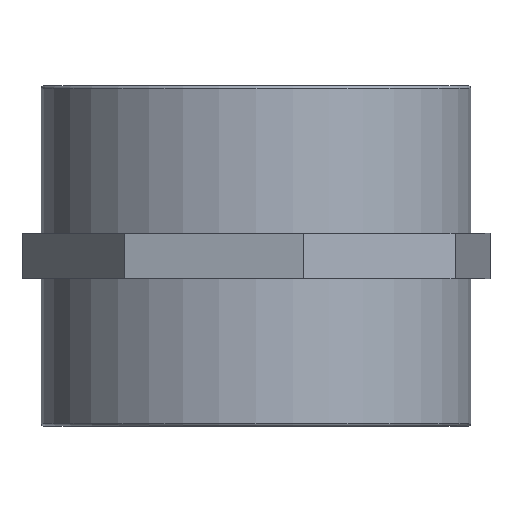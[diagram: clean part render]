
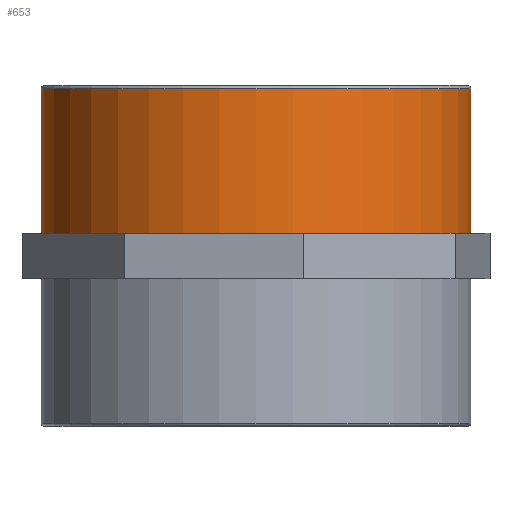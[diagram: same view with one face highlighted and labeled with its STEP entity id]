
A CAD part, front view. The second image highlights one B-rep face of the part: STEP entity #653.
In plain terms, the highlighted cylindrical face has radius 37.5 mm (diameter 75 mm), a full revolution.
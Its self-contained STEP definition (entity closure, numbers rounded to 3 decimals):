
#75=CYLINDRICAL_SURFACE('',#711,37.5);
#88=FACE_BOUND('',#188,.T.);
#105=CIRCLE('',#710,37.5);
#106=CIRCLE('',#712,37.5);
#139=FACE_OUTER_BOUND('',#187,.T.);
#187=EDGE_LOOP('',(#493));
#188=EDGE_LOOP('',(#494));
#304=VERTEX_POINT('',#955);
#305=VERTEX_POINT('',#958);
#378=EDGE_CURVE('',#304,#304,#105,.T.);
#379=EDGE_CURVE('',#305,#305,#106,.T.);
#493=ORIENTED_EDGE('',*,*,#379,.F.);
#494=ORIENTED_EDGE('',*,*,#378,.T.);
#653=ADVANCED_FACE('',(#139,#88),#75,.T.);
#710=AXIS2_PLACEMENT_3D('',#956,#806,#807);
#711=AXIS2_PLACEMENT_3D('',#957,#808,#809);
#712=AXIS2_PLACEMENT_3D('',#959,#810,#811);
#806=DIRECTION('center_axis',(0.,0.,1.));
#807=DIRECTION('ref_axis',(-1.,0.,0.));
#808=DIRECTION('center_axis',(0.,0.,1.));
#809=DIRECTION('ref_axis',(-1.,0.,0.));
#810=DIRECTION('center_axis',(0.,0.,1.));
#811=DIRECTION('ref_axis',(-1.,0.,0.));
#955=CARTESIAN_POINT('',(37.5,0.,4.));
#956=CARTESIAN_POINT('Origin',(0.,0.,4.));
#957=CARTESIAN_POINT('Origin',(0.,0.,0.));
#958=CARTESIAN_POINT('',(37.5,0.,29.2));
#959=CARTESIAN_POINT('Origin',(0.,0.,29.2));
